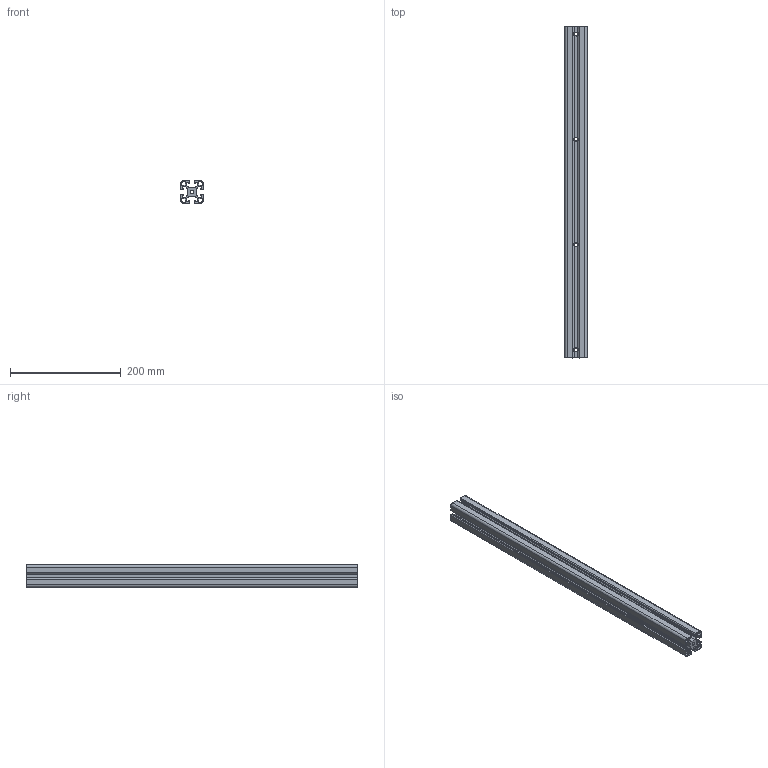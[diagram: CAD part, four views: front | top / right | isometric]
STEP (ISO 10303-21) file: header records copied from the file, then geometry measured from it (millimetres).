
FILE_DESCRIPTION (( 'STEP AP214' ), '1' );
FILE_NAME ('BotProfileSide11.STEP', '2020-08-24T16:22:13', ( '' ), ( '' ), 'SwSTEP 2.0', 'SolidWorks 2019', '' );
FILE_SCHEMA (( 'AUTOMOTIVE_DESIGN' ));
Length unit declared in the file: millimetre
Products named in the file (1): BotProfileSide11
Bounding box: 40 x 599.8 x 40 mm (x, y, z)
Volume: 392679.7 mm3; surface area: 277618.2 mm2
Topology: 1 solids, 1 shells, 212 faces, 618 edges, 408 vertices
Faces by surface type: cylinder 126, plane 86
Entity records: 8218 total; most frequent: CARTESIAN_POINT 2431, ORIENTED_EDGE 1236, DIRECTION 1172, EDGE_CURVE 618, VERTEX_POINT 408, AXIS2_PLACEMENT_3D 397, LINE 378, VECTOR 378
